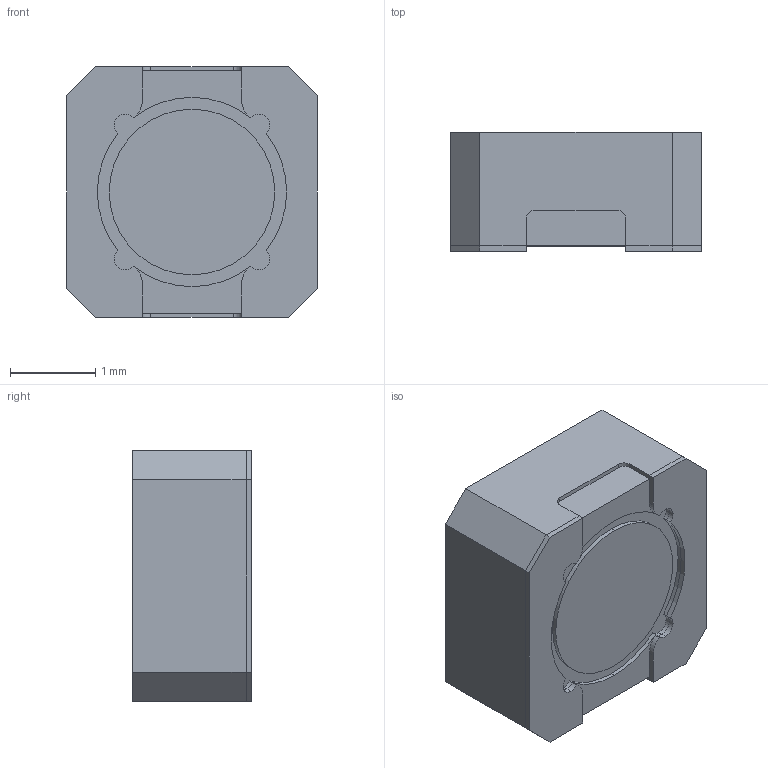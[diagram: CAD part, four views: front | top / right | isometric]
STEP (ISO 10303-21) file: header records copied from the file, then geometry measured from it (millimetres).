
FILE_DESCRIPTION (( 'STEP AP214' ), '1' );
FILE_NAME ('LPS3015-222MRC.STEP', '2023-11-21T04:01:33', ( '' ), ( '' ), 'SwSTEP 2.0', 'SolidWorks 2021', '' );
FILE_SCHEMA (( 'AUTOMOTIVE_DESIGN' ));
Length unit declared in the file: inch
Products named in the file (1): LPS3015-222MRC
Bounding box: 2.95 x 1.4 x 2.95 mm (x, y, z)
Volume: 11.4 mm3; surface area: 55.6 mm2
Topology: 4 solids, 4 shells, 95 faces, 249 edges, 166 vertices
Faces by surface type: plane 58, cylinder 37
Entity records: 3014 total; most frequent: DIRECTION 515, CARTESIAN_POINT 511, ORIENTED_EDGE 498, EDGE_CURVE 249, LINE 175, VECTOR 175, AXIS2_PLACEMENT_3D 170, VERTEX_POINT 166
